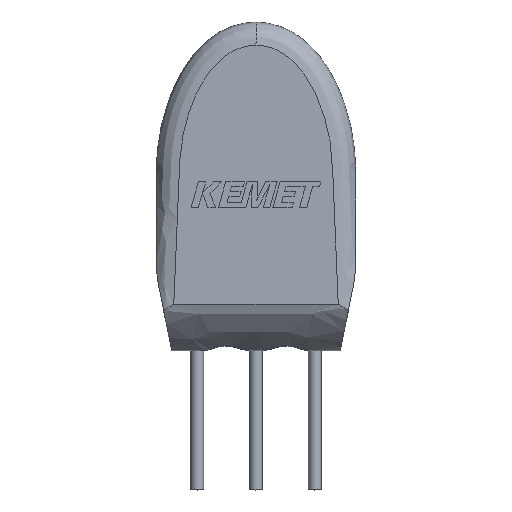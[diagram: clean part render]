
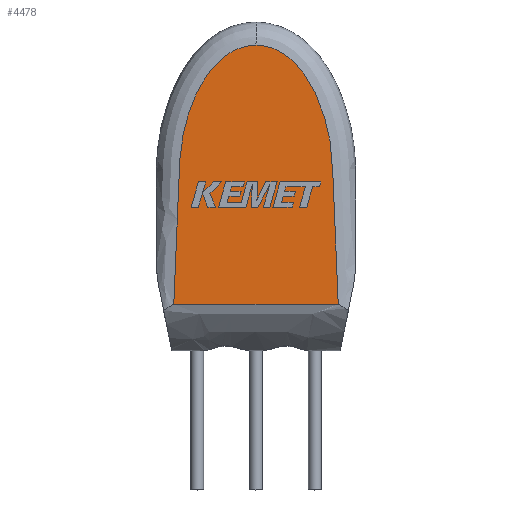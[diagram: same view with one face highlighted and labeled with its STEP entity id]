
A CAD part, top view. The second image highlights one B-rep face of the part: STEP entity #4478.
In plain terms, the highlighted planar face has unit normal (0, 0, 1).
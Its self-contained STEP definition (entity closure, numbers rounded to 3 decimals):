
#26 = CARTESIAN_POINT ( 'NONE',  ( 2.309, 1.471, 4.8 ) ) ;
#211 = CARTESIAN_POINT ( 'NONE',  ( -3.245, -1.265, 4.8 ) ) ;
#233 = CARTESIAN_POINT ( 'NONE',  ( -3.312, -2.321, 4.8 ) ) ;
#245 = CARTESIAN_POINT ( 'NONE',  ( 3.554, -8.139, 4.8 ) ) ;
#273 = AXIS2_PLACEMENT_3D ( 'NONE', #1479, #3417, #4590 ) ;
#370 = B_SPLINE_CURVE_WITH_KNOTS ( 'NONE', 3,
 ( #1846, #656, #1445, #2233 ),
 .UNSPECIFIED., .F., .F.,
 ( 4, 4 ),
 ( 0.061, 0.939 ),
 .UNSPECIFIED. ) ;
#484 = CARTESIAN_POINT ( 'NONE',  ( 0.531, 3.001, 4.8 ) ) ;
#587 = CARTESIAN_POINT ( 'NONE',  ( -2.873, 0.278, 4.8 ) ) ;
#656 = CARTESIAN_POINT ( 'NONE',  ( -1.185, -8.139, 4.8 ) ) ;
#773 = CARTESIAN_POINT ( 'NONE',  ( 3.244, -1.26, 4.8 ) ) ;
#819 = CARTESIAN_POINT ( 'NONE',  ( 3.554, -8.139, 4.8 ) ) ;
#864 = CARTESIAN_POINT ( 'NONE',  ( 0., 3.061, 4.8 ) ) ;
#1157 = CARTESIAN_POINT ( 'NONE',  ( 3.151, -0.732, 4.8 ) ) ;
#1445 = CARTESIAN_POINT ( 'NONE',  ( 1.185, -8.139, 4.8 ) ) ;
#1479 = CARTESIAN_POINT ( 'NONE',  ( -3.144, 2.011, 4.8 ) ) ;
#1746 = CARTESIAN_POINT ( 'NONE',  ( -1.256, 2.657, 4.8 ) ) ;
#1785 = CARTESIAN_POINT ( 'NONE',  ( -0.531, 3.001, 4.8 ) ) ;
#1846 = CARTESIAN_POINT ( 'NONE',  ( -3.554, -8.139, 4.8 ) ) ;
#1916 = ORIENTED_EDGE ( 'NONE', *, *, #4849, .T. ) ;
#2021 = CARTESIAN_POINT ( 'NONE',  ( 3.328, -2.714, 4.8 ) ) ;
#2211 = CARTESIAN_POINT ( 'NONE',  ( -3.367, -3.643, 4.8 ) ) ;
#2233 = CARTESIAN_POINT ( 'NONE',  ( 3.554, -8.139, 4.8 ) ) ;
#2356 = CARTESIAN_POINT ( 'NONE',  ( 3.295, -1.921, 4.8 ) ) ;
#2371 = CARTESIAN_POINT ( 'NONE',  ( 3.51, -7.081, 4.8 ) ) ;
#2389 = CARTESIAN_POINT ( 'NONE',  ( 3.444, -5.493, 4.8 ) ) ;
#2459 = CARTESIAN_POINT ( 'NONE',  ( 1.255, 2.658, 4.8 ) ) ;
#2555 = CARTESIAN_POINT ( 'NONE',  ( -2.311, 1.469, 4.8 ) ) ;
#2570 = CARTESIAN_POINT ( 'NONE',  ( 0., 3.061, 4.8 ) ) ;
#2585 = CARTESIAN_POINT ( 'NONE',  ( -2.168, 1.697, 4.8 ) ) ;
#2606 = CARTESIAN_POINT ( 'NONE',  ( -3.444, -5.495, 4.8 ) ) ;
#2676 = CARTESIAN_POINT ( 'NONE',  ( -3.51, -7.081, 4.8 ) ) ;
#2761 = CARTESIAN_POINT ( 'NONE',  ( 2.686, 0.772, 4.8 ) ) ;
#2776 = CARTESIAN_POINT ( 'NONE',  ( 2.166, 1.699, 4.8 ) ) ;
#2840 = VERTEX_POINT ( 'NONE', #4483 ) ;
#2848 = CARTESIAN_POINT ( 'NONE',  ( 1.029, 2.801, 4.8 ) ) ;
#2868 = CARTESIAN_POINT ( 'NONE',  ( 1.845, 2.119, 4.8 ) ) ;
#2978 = CARTESIAN_POINT ( 'NONE',  ( -3.295, -1.925, 4.8 ) ) ;
#2997 = CARTESIAN_POINT ( 'NONE',  ( -3.328, -2.718, 4.8 ) ) ;
#3249 = EDGE_CURVE ( 'NONE', #4317, #3695, #370, .T. ) ;
#3342 = ORIENTED_EDGE ( 'NONE', *, *, #3249, .T. ) ;
#3361 = CARTESIAN_POINT ( 'NONE',  ( -3.152, -0.737, 4.8 ) ) ;
#3417 = DIRECTION ( 'NONE',  ( 0., 0., 1. ) ) ;
#3438 = FACE_OUTER_BOUND ( 'NONE', #4991, .T. ) ;
#3567 = CARTESIAN_POINT ( 'NONE',  ( 3.312, -2.317, 4.8 ) ) ;
#3695 = VERTEX_POINT ( 'NONE', #245 ) ;
#3701 = ORIENTED_EDGE ( 'NONE', *, *, #4570, .T. ) ;
#3934 = CARTESIAN_POINT ( 'NONE',  ( 2.871, 0.282, 4.8 ) ) ;
#4025 = B_SPLINE_CURVE_WITH_KNOTS ( 'NONE', 3,
 ( #2570, #4906, #1785, #4188, #1746, #4170, #4563, #2585, #2555, #4502, #587, #3361, #211, #2978, #4537, #233, #2997, #2211, #2606, #2676, #5008 ),
 .UNSPECIFIED., .F., .F.,
 ( 4, 2, 2, 2, 2, 2, 2, 2, 1, 1, 1, 4 ),
 ( 0., 0.001, 0.002, 0.002, 0.003, 0.005, 0.006, 0.007, 0.007, 0.008, 0.01, 0.013 ),
 .UNSPECIFIED. ) ;
#4051 = CARTESIAN_POINT ( 'NONE',  ( -3.554, -8.139, 4.8 ) ) ;
#4066 = CARTESIAN_POINT ( 'NONE',  ( 1.666, 2.314, 4.8 ) ) ;
#4170 = CARTESIAN_POINT ( 'NONE',  ( -1.668, 2.313, 4.8 ) ) ;
#4188 = CARTESIAN_POINT ( 'NONE',  ( -1.03, 2.8, 4.8 ) ) ;
#4308 = CARTESIAN_POINT ( 'NONE',  ( 3.367, -3.641, 4.8 ) ) ;
#4317 = VERTEX_POINT ( 'NONE', #4051 ) ;
#4339 = B_SPLINE_CURVE_WITH_KNOTS ( 'NONE', 3,
 ( #819, #2371, #2389, #4308, #2021, #3567, #4709, #2356, #773, #1157, #3934, #2761, #26, #2776, #2868, #4066, #2459, #2848, #484, #4418, #864 ),
 .UNSPECIFIED., .F., .F.,
 ( 4, 1, 1, 1, 2, 2, 2, 2, 2, 2, 2, 4 ),
 ( 0., 0.003, 0.005, 0.006, 0.006, 0.006, 0.008, 0.01, 0.01, 0.011, 0.012, 0.013 ),
 .UNSPECIFIED. ) ;
#4409 = PLANE ( 'NONE',  #273 ) ;
#4418 = CARTESIAN_POINT ( 'NONE',  ( 0.269, 3.053, 4.8 ) ) ;
#4478 = ADVANCED_FACE ( 'NONE', ( #3438 ), #4409, .T. ) ;
#4483 = CARTESIAN_POINT ( 'NONE',  ( 0., 3.061, 4.8 ) ) ;
#4502 = CARTESIAN_POINT ( 'NONE',  ( -2.687, 0.768, 4.8 ) ) ;
#4537 = CARTESIAN_POINT ( 'NONE',  ( -3.301, -2.057, 4.8 ) ) ;
#4563 = CARTESIAN_POINT ( 'NONE',  ( -1.846, 2.117, 4.8 ) ) ;
#4570 = EDGE_CURVE ( 'NONE', #2840, #4317, #4025, .T. ) ;
#4590 = DIRECTION ( 'NONE',  ( 1., 0., 0. ) ) ;
#4709 = CARTESIAN_POINT ( 'NONE',  ( 3.301, -2.053, 4.8 ) ) ;
#4849 = EDGE_CURVE ( 'NONE', #3695, #2840, #4339, .T. ) ;
#4906 = CARTESIAN_POINT ( 'NONE',  ( -0.269, 3.053, 4.8 ) ) ;
#4991 = EDGE_LOOP ( 'NONE', ( #1916, #3701, #3342 ) ) ;
#5008 = CARTESIAN_POINT ( 'NONE',  ( -3.554, -8.139, 4.8 ) ) ;
